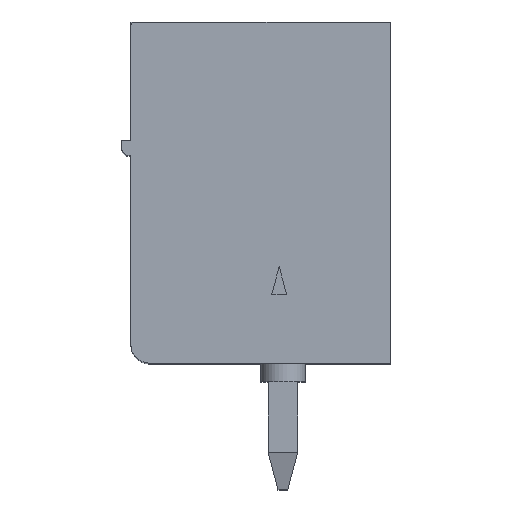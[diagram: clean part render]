
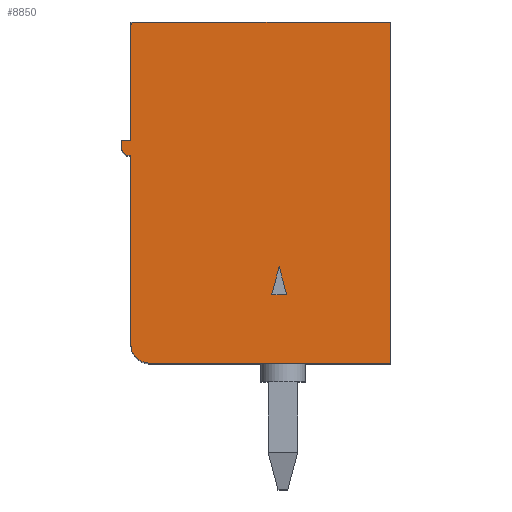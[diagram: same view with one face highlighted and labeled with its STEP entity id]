
A CAD part, top view. The second image highlights one B-rep face of the part: STEP entity #8850.
In plain terms, the highlighted planar face has unit normal (0, 0, 1).
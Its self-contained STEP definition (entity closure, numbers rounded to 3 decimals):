
#7610=CARTESIAN_POINT('',(0.,0.,
   2.54));
#7620=DIRECTION('',(0.,0.,
   1.));
#7630=DIRECTION('',(1.,0.,
   0.));
#7640=AXIS2_PLACEMENT_3D('',#7610,#7620,#7630);
#7650=PLANE('',#7640);
#7660=CARTESIAN_POINT('',(0.5,6.5,
   2.54));
#7670=DIRECTION('',(0.,0.,
   1.));
#7680=DIRECTION('',(1.,0.,
   0.));
#7690=AXIS2_PLACEMENT_3D('',#7660,#7670,#7680);
#7700=CIRCLE('',#7690,0.5);
#7710=CARTESIAN_POINT('',(0.5,7.,
   2.54));
#7720=VERTEX_POINT('',#7710);
#7730=CARTESIAN_POINT('',(0.,6.5,
   2.54));
#7740=VERTEX_POINT('',#7730);
#7750=EDGE_CURVE('',#7720,#7740,#7700,.T.);
#7760=ORIENTED_EDGE('',*,*,#7750,.T.);
#7770=CARTESIAN_POINT('',(0.,7.,
   2.54));
#7780=DIRECTION('',(1.,0.,
   0.));
#7790=VECTOR('',#7780,1.);
#7800=LINE('',#7770,#7790);
#7810=CARTESIAN_POINT('',(5.6,7.,
   2.54));
#7820=VERTEX_POINT('',#7810);
#7830=EDGE_CURVE('',#7720,#7820,#7800,.T.);
#7840=ORIENTED_EDGE('',*,*,#7830,.F.);
#7850=CARTESIAN_POINT('',(5.6,0.,
   2.54));
#7860=DIRECTION('',(0.,1.,
   0.));
#7870=VECTOR('',#7860,1.);
#7880=LINE('',#7850,#7870);
#7890=CARTESIAN_POINT('',(5.6,7.05,
   2.54));
#7900=VERTEX_POINT('',#7890);
#7910=EDGE_CURVE('',#7820,#7900,#7880,.T.);
#7920=ORIENTED_EDGE('',*,*,#7910,.F.);
#7930=CARTESIAN_POINT('',(5.8,7.05,
   2.54));
#7940=DIRECTION('',(0.,0.,
   1.));
#7950=DIRECTION('',(1.,0.,
   0.));
#7960=AXIS2_PLACEMENT_3D('',#7930,#7940,#7950);
#7970=CIRCLE('',#7960,0.2);
#7980=CARTESIAN_POINT('',(5.8,7.25,
   2.54));
#7990=VERTEX_POINT('',#7980);
#8000=EDGE_CURVE('',#7990,#7900,#7970,.T.);
#8010=ORIENTED_EDGE('',*,*,#8000,.T.);
#8020=CARTESIAN_POINT('',(0.,7.25,
   2.54));
#8030=DIRECTION('',(1.,0.,
   0.));
#8040=VECTOR('',#8030,1.);
#8050=LINE('',#8020,#8040);
#8060=CARTESIAN_POINT('',(6.,7.25,
   2.54));
#8070=VERTEX_POINT('',#8060);
#8080=EDGE_CURVE('',#7990,#8070,#8050,.T.);
#8090=ORIENTED_EDGE('',*,*,#8080,.F.);
#8100=CARTESIAN_POINT('',(6.,0.,
   2.54));
#8110=DIRECTION('',(0.,-1.,
   0.));
#8120=VECTOR('',#8110,1.);
#8130=LINE('',#8100,#8120);
#8140=CARTESIAN_POINT('',(6.,7.,
   2.54));
#8150=VERTEX_POINT('',#8140);
#8160=EDGE_CURVE('',#8070,#8150,#8130,.T.);
#8170=ORIENTED_EDGE('',*,*,#8160,.F.);
#8180=CARTESIAN_POINT('',(0.,7.,
   2.54));
#8190=DIRECTION('',(1.,0.,
   0.));
#8200=VECTOR('',#8190,1.);
#8210=LINE('',#8180,#8200);
#8220=CARTESIAN_POINT('',(9.1,7.,
   2.54));
#8230=VERTEX_POINT('',#8220);
#8240=EDGE_CURVE('',#8150,#8230,#8210,.T.);
#8250=ORIENTED_EDGE('',*,*,#8240,.F.);
#8260=CARTESIAN_POINT('',(9.1,6.9,
   2.54));
#8270=DIRECTION('',(0.,0.,
   1.));
#8280=DIRECTION('',(1.,0.,
   0.));
#8290=AXIS2_PLACEMENT_3D('',#8260,#8270,#8280);
#8300=CIRCLE('',#8290,0.1);
#8310=CARTESIAN_POINT('',(9.2,6.9,
   2.54));
#8320=VERTEX_POINT('',#8310);
#8330=EDGE_CURVE('',#8320,#8230,#8300,.T.);
#8340=ORIENTED_EDGE('',*,*,#8330,.T.);
#8350=CARTESIAN_POINT('',(9.2,0.,
   2.54));
#8360=DIRECTION('',(0.,1.,
   0.));
#8370=VECTOR('',#8360,1.);
#8380=LINE('',#8350,#8370);
#8390=CARTESIAN_POINT('',(9.2,0.
   ,2.54));
#8400=VERTEX_POINT('',#8390);
#8410=EDGE_CURVE('',#8400,#8320,#8380,.T.);
#8420=ORIENTED_EDGE('',*,*,#8410,.T.);
#8430=CARTESIAN_POINT('',(0.,0.
   ,2.54));
#8440=DIRECTION('',(1.,0.,
   0.));
#8450=VECTOR('',#8440,1.);
#8460=LINE('',#8430,#8450);
#8470=CARTESIAN_POINT('',(0.,0.
   ,2.54));
#8480=VERTEX_POINT('',#8470);
#8490=EDGE_CURVE('',#8480,#8400,#8460,.T.);
#8500=ORIENTED_EDGE('',*,*,#8490,.T.);
#8510=CARTESIAN_POINT('',(0.,0.,
   2.54));
#8520=DIRECTION('',(0.,-1.,
   0.));
#8530=VECTOR('',#8520,1.);
#8540=LINE('',#8510,#8530);
#8550=EDGE_CURVE('',#7740,#8480,#8540,.T.);
#8560=ORIENTED_EDGE('',*,*,#8550,.T.);
#8570=EDGE_LOOP('',(#8560,#8500,#8420,#8340,#8250,#8170,#8090,#8010,
   #7920,#7840,#7760));
#8580=FACE_OUTER_BOUND('',#8570,.T.);
#8590=CARTESIAN_POINT('',(0.,2.303,
   2.54));
#8600=DIRECTION('',(-0.966,-0.259,
   0.));
#8610=VECTOR('',#8600,1.);
#8620=LINE('',#8590,#8610);
#8630=CARTESIAN_POINT('',(2.6,3.,
   2.54));
#8640=VERTEX_POINT('',#8630);
#8650=CARTESIAN_POINT('',(1.85,2.799,
   2.54));
#8660=VERTEX_POINT('',#8650);
#8670=EDGE_CURVE('',#8640,#8660,#8620,.T.);
#8680=ORIENTED_EDGE('',*,*,#8670,.T.);
#8690=CARTESIAN_POINT('',(0.,3.697,
   2.54));
#8700=DIRECTION('',(0.966,-0.259,
   0.));
#8710=VECTOR('',#8700,1.);
#8720=LINE('',#8690,#8710);
#8730=CARTESIAN_POINT('',(1.85,3.201,
   2.54));
#8740=VERTEX_POINT('',#8730);
#8750=EDGE_CURVE('',#8740,#8640,#8720,.T.);
#8760=ORIENTED_EDGE('',*,*,#8750,.T.);
#8770=CARTESIAN_POINT('',(1.85,0.,
   2.54));
#8780=DIRECTION('',(0.,1.,
   0.));
#8790=VECTOR('',#8780,1.);
#8800=LINE('',#8770,#8790);
#8810=EDGE_CURVE('',#8660,#8740,#8800,.T.);
#8820=ORIENTED_EDGE('',*,*,#8810,.T.);
#8830=EDGE_LOOP('',(#8820,#8760,#8680));
#8840=FACE_BOUND('',#8830,.T.);
#8850=ADVANCED_FACE('',(#8580,#8840),#7650,.T.);
